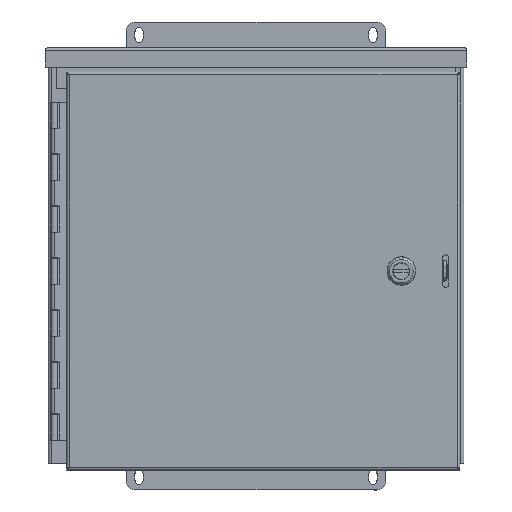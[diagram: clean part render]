
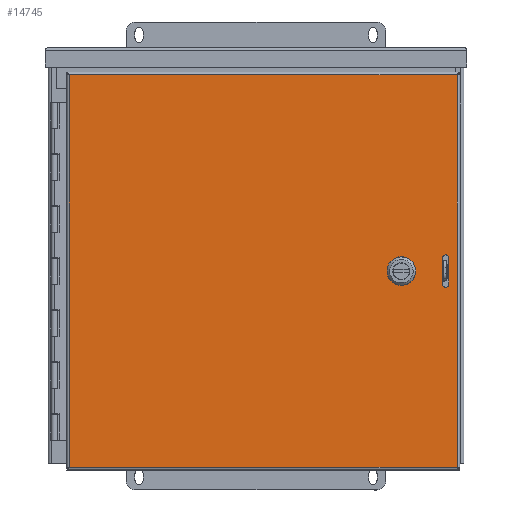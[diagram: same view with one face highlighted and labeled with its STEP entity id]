
A CAD part, top view. The second image highlights one B-rep face of the part: STEP entity #14745.
In plain terms, the highlighted planar face has unit normal (0, 0, 1).
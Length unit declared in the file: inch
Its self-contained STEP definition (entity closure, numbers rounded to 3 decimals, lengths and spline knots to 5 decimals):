
#697=FACE_BOUND('',#2460,.T.);
#698=FACE_BOUND('',#2461,.T.);
#846=CIRCLE('',#15676,0.453);
#848=CIRCLE('',#15680,0.453);
#850=CIRCLE('',#15684,0.453);
#852=CIRCLE('',#15688,0.453);
#853=CIRCLE('',#15695,0.125);
#855=CIRCLE('',#15698,0.125);
#1561=FACE_OUTER_BOUND('',#2459,.T.);
#2459=EDGE_LOOP('',(#10174,#10175,#10176,#10177));
#2460=EDGE_LOOP('',(#10178,#10179,#10180,#10181,#10182,#10183,#10184,#10185));
#2461=EDGE_LOOP('',(#10186,#10187,#10188,#10189));
#3509=LINE('',#22263,#4855);
#3526=LINE('',#22475,#4872);
#3530=LINE('',#22489,#4876);
#3534=LINE('',#22501,#4880);
#3538=LINE('',#22513,#4884);
#3542=LINE('',#22523,#4888);
#3546=LINE('',#22534,#4892);
#3552=LINE('',#22552,#4898);
#3554=LINE('',#22556,#4900);
#3555=LINE('',#22559,#4901);
#4855=VECTOR('',#17721,15.102);
#4872=VECTOR('',#17754,15.102);
#4876=VECTOR('',#17766,0.42712);
#4880=VECTOR('',#17778,0.42712);
#4884=VECTOR('',#17790,0.42712);
#4888=VECTOR('',#17802,0.42712);
#4892=VECTOR('',#17814,1.);
#4898=VECTOR('',#17834,1.);
#4900=VECTOR('',#17840,14.9145);
#4901=VECTOR('',#17845,14.9145);
#6092=VERTEX_POINT('',#22040);
#6108=VERTEX_POINT('',#22158);
#6123=VERTEX_POINT('',#22262);
#6131=VERTEX_POINT('',#22411);
#6134=VERTEX_POINT('',#22480);
#6135=VERTEX_POINT('',#22482);
#6137=VERTEX_POINT('',#22488);
#6139=VERTEX_POINT('',#22494);
#6141=VERTEX_POINT('',#22500);
#6143=VERTEX_POINT('',#22506);
#6145=VERTEX_POINT('',#22512);
#6147=VERTEX_POINT('',#22518);
#6148=VERTEX_POINT('',#22530);
#6150=VERTEX_POINT('',#22533);
#6152=VERTEX_POINT('',#22539);
#6154=VERTEX_POINT('',#22545);
#7576=EDGE_CURVE('',#6123,#6108,#3509,.T.);
#7602=EDGE_CURVE('',#6092,#6131,#3526,.T.);
#7605=EDGE_CURVE('',#6135,#6134,#846,.T.);
#7608=EDGE_CURVE('',#6137,#6135,#3530,.T.);
#7611=EDGE_CURVE('',#6139,#6137,#848,.T.);
#7614=EDGE_CURVE('',#6141,#6139,#3534,.T.);
#7617=EDGE_CURVE('',#6143,#6141,#850,.T.);
#7620=EDGE_CURVE('',#6145,#6143,#3538,.T.);
#7623=EDGE_CURVE('',#6147,#6145,#852,.T.);
#7626=EDGE_CURVE('',#6134,#6147,#3542,.T.);
#7630=EDGE_CURVE('',#6150,#6148,#3546,.T.);
#7633=EDGE_CURVE('',#6152,#6148,#853,.T.);
#7636=EDGE_CURVE('',#6150,#6154,#855,.T.);
#7640=EDGE_CURVE('',#6152,#6154,#3552,.T.);
#7642=EDGE_CURVE('',#6108,#6092,#3554,.T.);
#7643=EDGE_CURVE('',#6131,#6123,#3555,.T.);
#10174=ORIENTED_EDGE('',*,*,#7602,.T.);
#10175=ORIENTED_EDGE('',*,*,#7643,.T.);
#10176=ORIENTED_EDGE('',*,*,#7576,.T.);
#10177=ORIENTED_EDGE('',*,*,#7642,.T.);
#10178=ORIENTED_EDGE('',*,*,#7605,.T.);
#10179=ORIENTED_EDGE('',*,*,#7626,.T.);
#10180=ORIENTED_EDGE('',*,*,#7623,.T.);
#10181=ORIENTED_EDGE('',*,*,#7620,.T.);
#10182=ORIENTED_EDGE('',*,*,#7617,.T.);
#10183=ORIENTED_EDGE('',*,*,#7614,.T.);
#10184=ORIENTED_EDGE('',*,*,#7611,.T.);
#10185=ORIENTED_EDGE('',*,*,#7608,.T.);
#10186=ORIENTED_EDGE('',*,*,#7630,.T.);
#10187=ORIENTED_EDGE('',*,*,#7633,.F.);
#10188=ORIENTED_EDGE('',*,*,#7640,.T.);
#10189=ORIENTED_EDGE('',*,*,#7636,.F.);
#13390=PLANE('',#15706);
#14745=ADVANCED_FACE('',(#1561,#697,#698),#13390,.T.);
#15676=AXIS2_PLACEMENT_3D('',#22483,#17760,#17761);
#15680=AXIS2_PLACEMENT_3D('',#22495,#17772,#17773);
#15684=AXIS2_PLACEMENT_3D('',#22507,#17784,#17785);
#15688=AXIS2_PLACEMENT_3D('',#22519,#17796,#17797);
#15695=AXIS2_PLACEMENT_3D('',#22540,#17819,#17820);
#15698=AXIS2_PLACEMENT_3D('',#22546,#17826,#17827);
#15706=AXIS2_PLACEMENT_3D('',#22561,#17848,#17849);
#17721=DIRECTION('',(0.,-1.,0.));
#17754=DIRECTION('',(0.,1.,0.));
#17760=DIRECTION('center_axis',(0.,0.,-1.));
#17761=DIRECTION('ref_axis',(0.882,0.471,0.));
#17766=DIRECTION('',(1.,0.,0.));
#17772=DIRECTION('center_axis',(0.,0.,-1.));
#17773=DIRECTION('ref_axis',(-0.471,0.882,0.));
#17778=DIRECTION('',(0.,1.,0.));
#17784=DIRECTION('center_axis',(0.,0.,-1.));
#17785=DIRECTION('ref_axis',(-0.882,-0.471,0.));
#17790=DIRECTION('',(-1.,0.,0.));
#17796=DIRECTION('center_axis',(0.,0.,-1.));
#17797=DIRECTION('ref_axis',(0.471,-0.882,0.));
#17802=DIRECTION('',(0.,-1.,0.));
#17814=DIRECTION('',(0.,-1.,0.));
#17819=DIRECTION('center_axis',(0.,0.,1.));
#17820=DIRECTION('ref_axis',(-0.707,-0.707,0.));
#17826=DIRECTION('center_axis',(0.,0.,1.));
#17827=DIRECTION('ref_axis',(0.707,0.707,0.));
#17834=DIRECTION('',(0.,1.,0.));
#17840=DIRECTION('',(1.,0.,0.));
#17845=DIRECTION('',(-1.,0.,0.));
#17848=DIRECTION('center_axis',(0.,0.,1.));
#17849=DIRECTION('ref_axis',(1.,0.,0.));
#22040=CARTESIAN_POINT('',(7.45725,-7.551,0.074));
#22158=CARTESIAN_POINT('',(-7.45725,-7.551,0.074));
#22262=CARTESIAN_POINT('',(-7.45725,7.551,0.074));
#22263=CARTESIAN_POINT('',(-7.45725,3.7755,0.074));
#22411=CARTESIAN_POINT('',(7.45725,7.551,0.074));
#22475=CARTESIAN_POINT('',(7.45725,-3.7755,0.074));
#22480=CARTESIAN_POINT('',(5.712,0.21356,0.074));
#22482=CARTESIAN_POINT('',(5.52612,0.3995,0.074));
#22483=CARTESIAN_POINT('Origin',(5.31248,0.00005,0.074));
#22488=CARTESIAN_POINT('',(5.099,0.3995,0.074));
#22489=CARTESIAN_POINT('',(2.76306,0.3995,0.074));
#22494=CARTESIAN_POINT('',(4.913,0.21356,0.074));
#22495=CARTESIAN_POINT('Origin',(5.31248,-0.00005,
0.074));
#22500=CARTESIAN_POINT('',(4.913,-0.21356,0.074));
#22501=CARTESIAN_POINT('',(4.913,0.10678,0.074));
#22506=CARTESIAN_POINT('',(5.09894,-0.3995,0.074));
#22507=CARTESIAN_POINT('Origin',(5.3125,0.,
0.074));
#22512=CARTESIAN_POINT('',(5.52606,-0.3995,0.074));
#22513=CARTESIAN_POINT('',(2.54947,-0.3995,0.074));
#22518=CARTESIAN_POINT('',(5.712,-0.21356,0.074));
#22519=CARTESIAN_POINT('Origin',(5.3125,0.,0.074));
#22523=CARTESIAN_POINT('',(5.712,-0.10678,0.074));
#22530=CARTESIAN_POINT('',(7.14063,-0.5,0.074));
#22533=CARTESIAN_POINT('',(7.14063,0.5,0.074));
#22534=CARTESIAN_POINT('',(7.14063,0.3125,0.074));
#22539=CARTESIAN_POINT('',(6.89063,-0.5,0.074));
#22540=CARTESIAN_POINT('Origin',(7.01563,-0.5,0.074));
#22545=CARTESIAN_POINT('',(6.89063,0.5,0.074));
#22546=CARTESIAN_POINT('Origin',(7.01563,0.5,0.074));
#22552=CARTESIAN_POINT('',(6.89063,-0.3125,0.074));
#22556=CARTESIAN_POINT('',(-3.72863,-7.551,0.074));
#22559=CARTESIAN_POINT('',(3.72863,7.551,0.074));
#22561=CARTESIAN_POINT('Origin',(0.,0.,
0.074));
